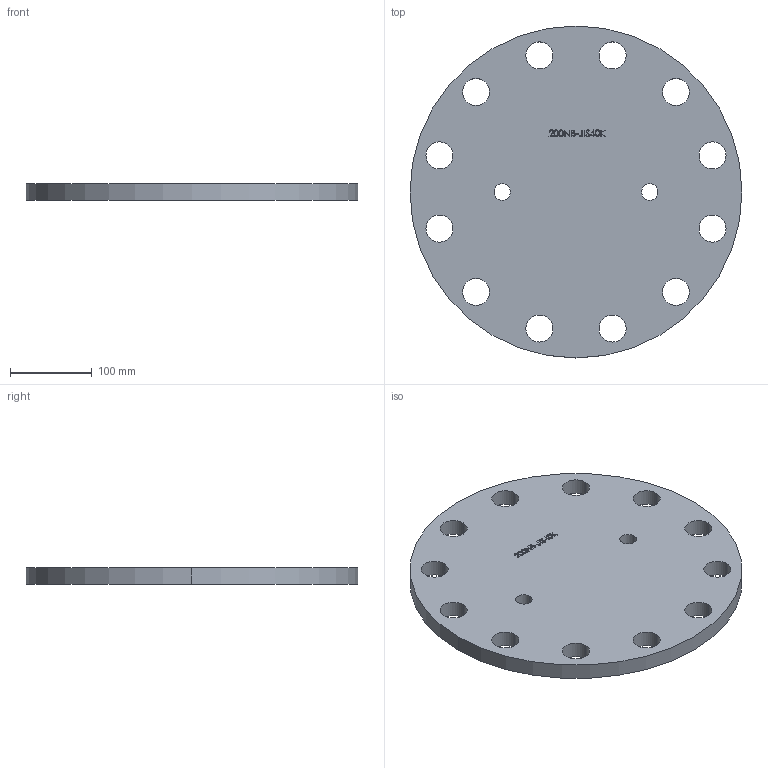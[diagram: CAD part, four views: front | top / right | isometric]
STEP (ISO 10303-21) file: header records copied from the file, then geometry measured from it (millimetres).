
FILE_DESCRIPTION (( 'STEP AP203' ), '1' );
FILE_NAME ('J004232-151-1_REV_.step', '2025-09-15T04:33:34', ( '' ), ( '' ), 'SwSTEP 2.0', 'SolidWorks 2024', '' );
FILE_SCHEMA (( 'CONFIG_CONTROL_DESIGN' ));
Length unit declared in the file: millimetre
Products named in the file (1): J004232-151-1_REV_
Bounding box: 405 x 405 x 20 mm (x, y, z)
Volume: 2358645.8 mm3; surface area: 288748.1 mm2
Topology: 1 solids, 1 shells, 175 faces, 465 edges, 310 vertices
Faces by surface type: plane 83, bspline 62, cylinder 30
Entity records: 9380 total; most frequent: CARTESIAN_POINT 5253, ORIENTED_EDGE 930, DIRECTION 629, EDGE_CURVE 465, VERTEX_POINT 310, LINE 281, VECTOR 281, EDGE_LOOP 221
